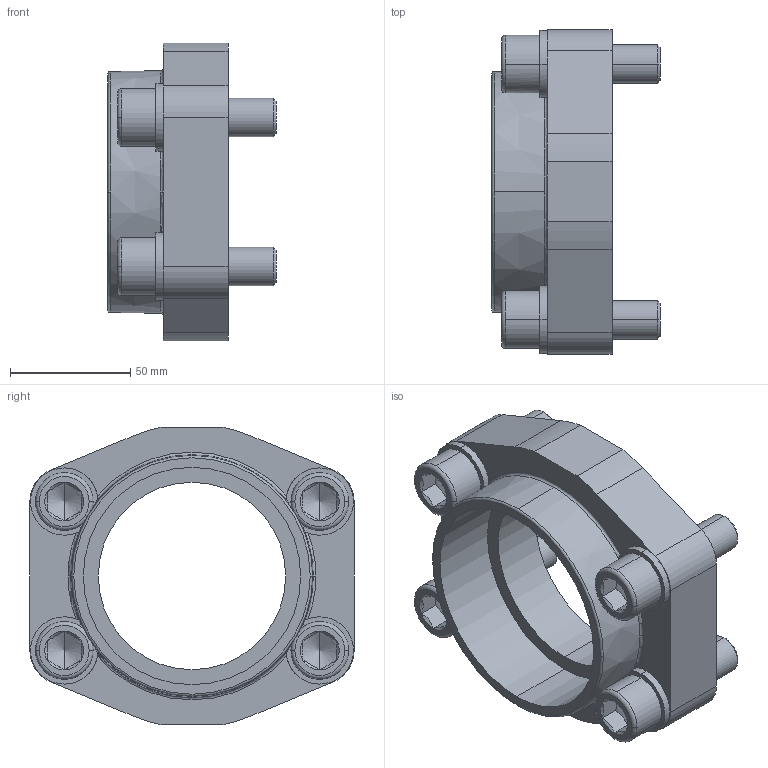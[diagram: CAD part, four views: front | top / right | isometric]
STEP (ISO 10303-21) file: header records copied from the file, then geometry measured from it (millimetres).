
FILE_DESCRIPTION(('STEP AP203'),'1');
FILE_NAME('avit_afla_76_-_3_7sifj0lf38ds928v0nqkgbw93.stp','2020-01-19T17:22:51',('TraceParts'),('TraceParts S.A.'),'Spatial InterOp 3D',' ',' ');
FILE_SCHEMA(('CONFIG_CONTROL_DESIGN'));
Length unit declared in the file: millimetre
Products named in the file (1): 1
Bounding box: 70 x 135 x 124 mm (x, y, z)
Volume: 331911.3 mm3; surface area: 62791.1 mm2
Topology: 1 solids, 5 shells, 174 faces, 439 edges, 277 vertices
Faces by surface type: cylinder 60, plane 56, cone 42, torus 16
Entity records: 5576 total; most frequent: CARTESIAN_POINT 1455, DIRECTION 894, ORIENTED_EDGE 862, EDGE_CURVE 431, AXIS2_PLACEMENT_3D 388, VERTEX_POINT 277, CIRCLE 213, EDGE_LOOP 194
